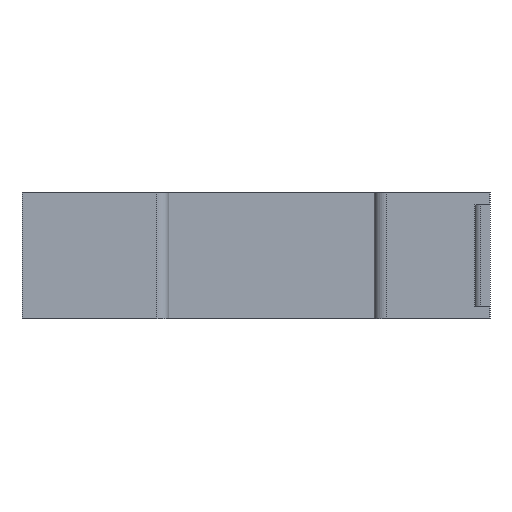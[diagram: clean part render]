
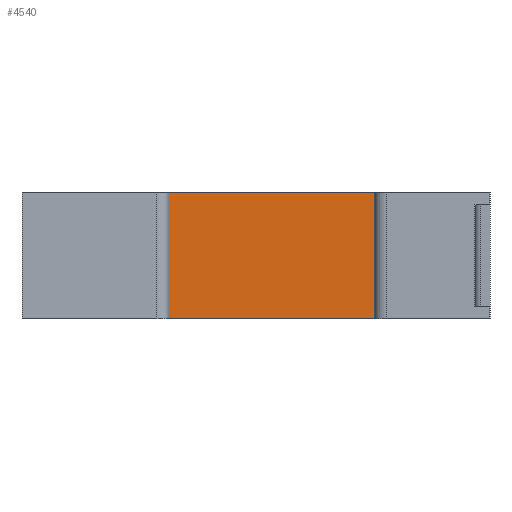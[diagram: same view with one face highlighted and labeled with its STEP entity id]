
A CAD part, front view. The second image highlights one B-rep face of the part: STEP entity #4540.
In plain terms, the highlighted planar face has unit normal (0, -1, 0).
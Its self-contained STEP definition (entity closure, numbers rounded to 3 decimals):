
#77=DIRECTION('',(1.,0.,0.));
#78=VECTOR('',#77,37.2);
#79=CARTESIAN_POINT('',(21.5,5.5,-10.5));
#80=LINE('',#79,#78);
#1141=DIRECTION('',(0.,0.,1.));
#1142=VECTOR('',#1141,21.);
#1143=CARTESIAN_POINT('',(58.7,5.5,-10.5));
#1144=LINE('',#1143,#1142);
#1149=DIRECTION('',(0.,0.,1.));
#1150=VECTOR('',#1149,21.);
#1151=CARTESIAN_POINT('',(21.5,5.5,-10.5));
#1152=LINE('',#1151,#1150);
#1153=DIRECTION('',(1.,0.,0.));
#1154=VECTOR('',#1153,37.2);
#1155=CARTESIAN_POINT('',(21.5,5.5,10.5));
#1156=LINE('',#1155,#1154);
#2779=CARTESIAN_POINT('',(21.5,5.5,-10.5));
#2780=VERTEX_POINT('',#2779);
#2781=CARTESIAN_POINT('',(58.7,5.5,-10.5));
#2782=VERTEX_POINT('',#2781);
#3045=CARTESIAN_POINT('',(58.7,5.5,10.5));
#3046=VERTEX_POINT('',#3045);
#3047=CARTESIAN_POINT('',(21.5,5.5,10.5));
#3048=VERTEX_POINT('',#3047);
#4527=CARTESIAN_POINT('',(21.5,5.5,-10.5));
#4528=DIRECTION('',(0.,-1.,0.));
#4529=DIRECTION('',(1.,0.,0.));
#4530=AXIS2_PLACEMENT_3D('',#4527,#4528,#4529);
#4531=PLANE('',#4530);
#4532=ORIENTED_EDGE('',*,*,#3457,.F.);
#4534=ORIENTED_EDGE('',*,*,#4533,.T.);
#4536=ORIENTED_EDGE('',*,*,#4535,.T.);
#4537=ORIENTED_EDGE('',*,*,#4519,.F.);
#4538=EDGE_LOOP('',(#4532,#4534,#4536,#4537));
#4539=FACE_OUTER_BOUND('',#4538,.F.);
#4540=ADVANCED_FACE('',(#4539),#4531,.T.);
#3457=EDGE_CURVE('',#2780,#2782,#80,.T.);
#4519=EDGE_CURVE('',#2782,#3046,#1144,.T.);
#4533=EDGE_CURVE('',#2780,#3048,#1152,.T.);
#4535=EDGE_CURVE('',#3048,#3046,#1156,.T.);
